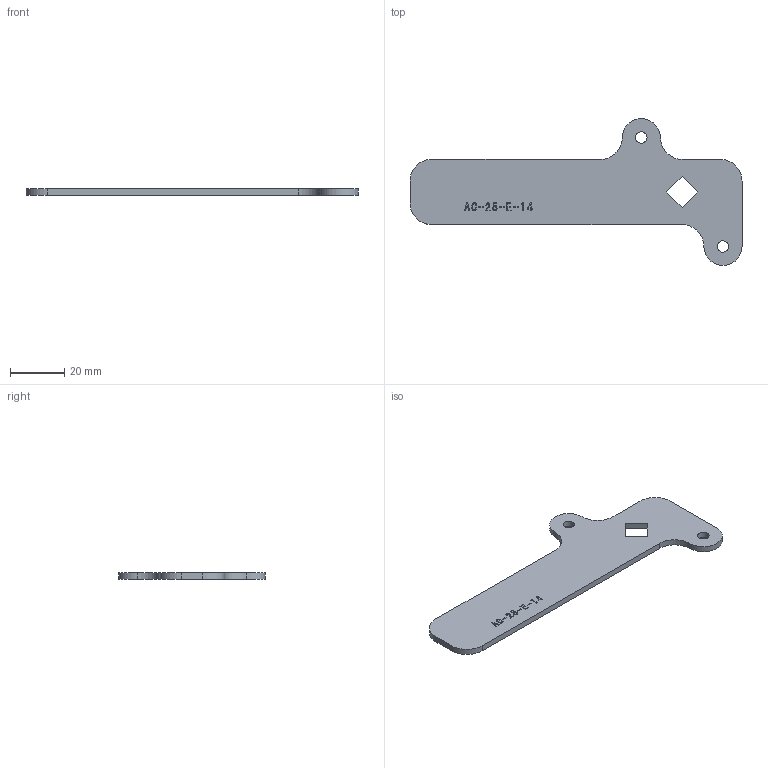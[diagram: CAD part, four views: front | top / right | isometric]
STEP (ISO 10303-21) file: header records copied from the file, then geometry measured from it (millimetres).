
FILE_DESCRIPTION (( 'STEP AP203' ), '1' );
FILE_NAME ('AC-25-E-14.STEP', '2006-06-08T01:51:40', ( ' ' ), ( ' ' ), 'SwSTEP 2.0', 'SolidWorks 2005204', '' );
FILE_SCHEMA (( 'CONFIG_CONTROL_DESIGN' ));
Length unit declared in the file: millimetre
Products named in the file (1): AC-25-E-14
Bounding box: 122 x 54 x 2.3 mm (x, y, z)
Volume: 7386.1 mm3; surface area: 7314.3 mm2
Topology: 1 solids, 1 shells, 148 faces, 402 edges, 268 vertices
Faces by surface type: plane 93, bspline 43, cylinder 12
Entity records: 7111 total; most frequent: CARTESIAN_POINT 3552, ORIENTED_EDGE 804, DIRECTION 552, EDGE_CURVE 402, LINE 292, VECTOR 292, VERTEX_POINT 268, EDGE_LOOP 166
